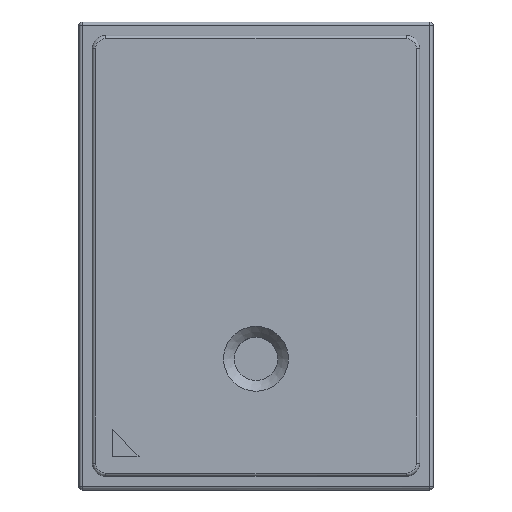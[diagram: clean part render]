
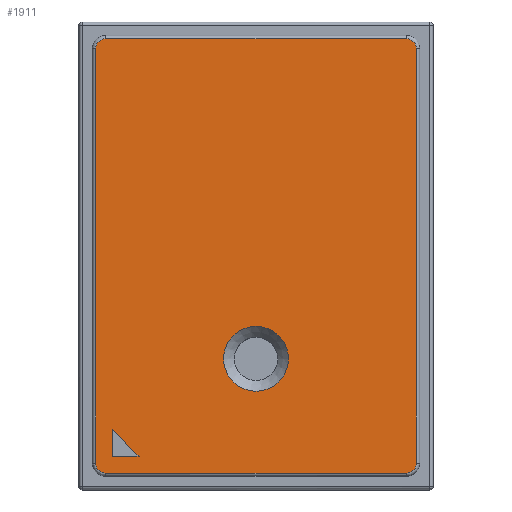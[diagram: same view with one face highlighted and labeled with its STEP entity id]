
A CAD part, top view. The second image highlights one B-rep face of the part: STEP entity #1911.
In plain terms, the highlighted planar face has unit normal (0, 0, 1).
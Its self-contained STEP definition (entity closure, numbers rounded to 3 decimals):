
#66=FACE_BOUND('',#689,.T.);
#67=FACE_BOUND('',#690,.T.);
#106=PLANE('',#2052);
#172=LINE('',#2842,#366);
#174=LINE('',#2939,#368);
#176=LINE('',#3036,#370);
#177=LINE('',#3129,#371);
#186=LINE('',#3154,#380);
#187=LINE('',#3156,#381);
#188=LINE('',#3157,#382);
#366=VECTOR('',#2215,10.);
#368=VECTOR('',#2225,10.);
#370=VECTOR('',#2235,10.);
#371=VECTOR('',#2242,10.);
#380=VECTOR('',#2267,10.);
#381=VECTOR('',#2268,10.);
#382=VECTOR('',#2269,10.);
#571=FACE_OUTER_BOUND('',#688,.T.);
#688=EDGE_LOOP('',(#1377,#1378,#1379,#1380,#1381,#1382,#1383,#1384));
#689=EDGE_LOOP('',(#1385));
#690=EDGE_LOOP('',(#1386,#1387,#1388));
#806=CIRCLE('',#2031,0.075);
#809=CIRCLE('',#2037,0.075);
#811=CIRCLE('',#2041,0.075);
#813=CIRCLE('',#2045,0.075);
#816=CIRCLE('',#2053,0.243);
#886=VERTEX_POINT('',#2825);
#887=VERTEX_POINT('',#2827);
#889=VERTEX_POINT('',#2838);
#891=VERTEX_POINT('',#2924);
#893=VERTEX_POINT('',#2935);
#895=VERTEX_POINT('',#3021);
#897=VERTEX_POINT('',#3032);
#899=VERTEX_POINT('',#3118);
#906=VERTEX_POINT('',#3150);
#907=VERTEX_POINT('',#3152);
#908=VERTEX_POINT('',#3153);
#909=VERTEX_POINT('',#3155);
#1057=EDGE_CURVE('',#886,#887,#806,.T.);
#1062=EDGE_CURVE('',#887,#889,#172,.T.);
#1065=EDGE_CURVE('',#889,#891,#809,.T.);
#1068=EDGE_CURVE('',#891,#893,#174,.T.);
#1071=EDGE_CURVE('',#893,#895,#811,.T.);
#1074=EDGE_CURVE('',#895,#897,#176,.T.);
#1077=EDGE_CURVE('',#897,#899,#813,.T.);
#1078=EDGE_CURVE('',#899,#886,#177,.T.);
#1089=EDGE_CURVE('',#906,#906,#816,.T.);
#1090=EDGE_CURVE('',#907,#908,#186,.T.);
#1091=EDGE_CURVE('',#908,#909,#187,.T.);
#1092=EDGE_CURVE('',#909,#907,#188,.T.);
#1377=ORIENTED_EDGE('',*,*,#1057,.F.);
#1378=ORIENTED_EDGE('',*,*,#1078,.F.);
#1379=ORIENTED_EDGE('',*,*,#1077,.F.);
#1380=ORIENTED_EDGE('',*,*,#1074,.F.);
#1381=ORIENTED_EDGE('',*,*,#1071,.F.);
#1382=ORIENTED_EDGE('',*,*,#1068,.F.);
#1383=ORIENTED_EDGE('',*,*,#1065,.F.);
#1384=ORIENTED_EDGE('',*,*,#1062,.F.);
#1385=ORIENTED_EDGE('',*,*,#1089,.F.);
#1386=ORIENTED_EDGE('',*,*,#1090,.T.);
#1387=ORIENTED_EDGE('',*,*,#1091,.T.);
#1388=ORIENTED_EDGE('',*,*,#1092,.T.);
#1911=ADVANCED_FACE('',(#571,#66,#67),#106,.T.);
#2031=AXIS2_PLACEMENT_3D('',#2828,#2206,#2207);
#2037=AXIS2_PLACEMENT_3D('',#2928,#2220,#2221);
#2041=AXIS2_PLACEMENT_3D('',#3025,#2230,#2231);
#2045=AXIS2_PLACEMENT_3D('',#3122,#2240,#2241);
#2052=AXIS2_PLACEMENT_3D('',#3149,#2263,#2264);
#2053=AXIS2_PLACEMENT_3D('',#3151,#2265,#2266);
#2206=DIRECTION('center_axis',(0.,0.,-1.));
#2207=DIRECTION('ref_axis',(-0.707,-0.707,0.));
#2215=DIRECTION('',(0.,1.,0.));
#2220=DIRECTION('center_axis',(0.,0.,-1.));
#2221=DIRECTION('ref_axis',(-0.707,0.707,0.));
#2225=DIRECTION('',(1.,0.,0.));
#2230=DIRECTION('center_axis',(0.,0.,-1.));
#2231=DIRECTION('ref_axis',(0.707,0.707,0.));
#2235=DIRECTION('',(0.,-1.,0.));
#2240=DIRECTION('center_axis',(0.,0.,-1.));
#2241=DIRECTION('ref_axis',(0.707,-0.707,0.));
#2242=DIRECTION('',(-1.,0.,0.));
#2263=DIRECTION('center_axis',(0.,0.,1.));
#2264=DIRECTION('ref_axis',(1.,0.,0.));
#2265=DIRECTION('center_axis',(0.,0.,1.));
#2266=DIRECTION('ref_axis',(-1.,0.,0.));
#2267=DIRECTION('',(0.,1.,0.));
#2268=DIRECTION('',(0.707,-0.707,0.));
#2269=DIRECTION('',(-1.,0.,0.));
#2825=CARTESIAN_POINT('',(-1.125,-1.625,1.08));
#2827=CARTESIAN_POINT('',(-1.2,-1.55,1.08));
#2828=CARTESIAN_POINT('Origin',(-1.125,-1.55,1.08));
#2838=CARTESIAN_POINT('',(-1.2,1.55,1.08));
#2842=CARTESIAN_POINT('',(-1.2,0.875,1.08));
#2924=CARTESIAN_POINT('',(-1.125,1.625,1.08));
#2928=CARTESIAN_POINT('Origin',(-1.125,1.55,1.08));
#2935=CARTESIAN_POINT('',(1.125,1.625,1.08));
#2939=CARTESIAN_POINT('',(0.663,1.625,1.08));
#3021=CARTESIAN_POINT('',(1.2,1.55,1.08));
#3025=CARTESIAN_POINT('Origin',(1.125,1.55,1.08));
#3032=CARTESIAN_POINT('',(1.2,-1.55,1.08));
#3036=CARTESIAN_POINT('',(1.2,0.,1.08));
#3118=CARTESIAN_POINT('',(1.125,-1.625,1.08));
#3122=CARTESIAN_POINT('Origin',(1.125,-1.55,1.08));
#3129=CARTESIAN_POINT('',(-0.663,-1.625,1.08));
#3149=CARTESIAN_POINT('Origin',(0.,0.,1.08));
#3150=CARTESIAN_POINT('',(0.243,-0.77,1.08));
#3151=CARTESIAN_POINT('Origin',(0.,-0.77,1.08));
#3152=CARTESIAN_POINT('',(-1.075,-1.5,1.08));
#3153=CARTESIAN_POINT('',(-1.075,-1.3,1.08));
#3154=CARTESIAN_POINT('',(-1.075,-0.75,1.08));
#3155=CARTESIAN_POINT('',(-0.875,-1.5,1.08));
#3156=CARTESIAN_POINT('',(-1.131,-1.244,1.08));
#3157=CARTESIAN_POINT('',(-0.438,-1.5,1.08));
